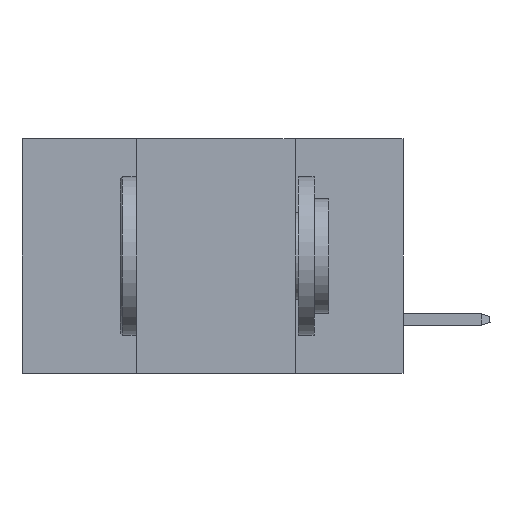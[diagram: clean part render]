
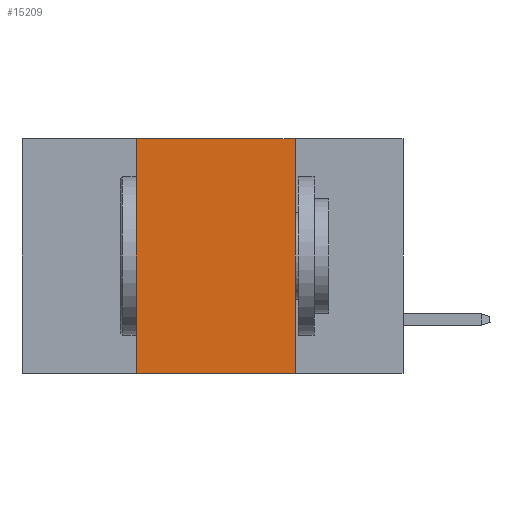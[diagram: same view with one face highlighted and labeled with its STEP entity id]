
A CAD part, left-side view. The second image highlights one B-rep face of the part: STEP entity #15209.
In plain terms, the highlighted planar face has unit normal (-1, 0, 0).
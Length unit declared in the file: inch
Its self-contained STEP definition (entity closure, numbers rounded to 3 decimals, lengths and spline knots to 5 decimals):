
#594 = VECTOR ( 'NONE', #17982, 39.37008 ) ;
#815 = ORIENTED_EDGE ( 'NONE', *, *, #2669, .F. ) ;
#1454 = FACE_OUTER_BOUND ( 'NONE', #16805, .T. ) ;
#1972 = DIRECTION ( 'NONE',  ( 0., 0., 1. ) ) ;
#2669 = EDGE_CURVE ( 'NONE', #7981, #5629, #18278, .T. ) ;
#3377 = PLANE ( 'NONE',  #7538 ) ;
#5568 = CARTESIAN_POINT ( 'NONE',  ( 0., 0.17, -0.37 ) ) ;
#5629 = VERTEX_POINT ( 'NONE', #11893 ) ;
#5907 = VERTEX_POINT ( 'NONE', #12837 ) ;
#6767 = VERTEX_POINT ( 'NONE', #5568 ) ;
#6801 = ORIENTED_EDGE ( 'NONE', *, *, #7773, .F. ) ;
#7538 = AXIS2_PLACEMENT_3D ( 'NONE', #8896, #21676, #10716 ) ;
#7773 = EDGE_CURVE ( 'NONE', #5629, #6767, #15956, .T. ) ;
#7981 = VERTEX_POINT ( 'NONE', #9740 ) ;
#8636 = DIRECTION ( 'NONE',  ( 0., -1., 0. ) ) ;
#8799 = CARTESIAN_POINT ( 'NONE',  ( 0., 0.17, 0. ) ) ;
#8832 = CARTESIAN_POINT ( 'NONE',  ( 0., 0.6, -0.37 ) ) ;
#8896 = CARTESIAN_POINT ( 'NONE',  ( 0., 0.6, 0. ) ) ;
#9740 = CARTESIAN_POINT ( 'NONE',  ( 0., 0.42, 0. ) ) ;
#9809 = ORIENTED_EDGE ( 'NONE', *, *, #12025, .F. ) ;
#10078 = VECTOR ( 'NONE', #23310, 39.37008 ) ;
#10716 = DIRECTION ( 'NONE',  ( 0., 0., -1. ) ) ;
#10805 = CARTESIAN_POINT ( 'NONE',  ( 0., 0.6, 0. ) ) ;
#11140 = CARTESIAN_POINT ( 'NONE',  ( 0., 0.42, 0. ) ) ;
#11893 = CARTESIAN_POINT ( 'NONE',  ( 0., 0.17, 0. ) ) ;
#12025 = EDGE_CURVE ( 'NONE', #5907, #7981, #20635, .T. ) ;
#12695 = ORIENTED_EDGE ( 'NONE', *, *, #22581, .T. ) ;
#12759 = VECTOR ( 'NONE', #8636, 39.37008 ) ;
#12837 = CARTESIAN_POINT ( 'NONE',  ( 0., 0.42, -0.37 ) ) ;
#15209 = ADVANCED_FACE ( 'NONE', ( #1454 ), #3377, .F. ) ;
#15956 = LINE ( 'NONE', #8799, #594 ) ;
#16805 = EDGE_LOOP ( 'NONE', ( #6801, #815, #9809, #12695 ) ) ;
#17982 = DIRECTION ( 'NONE',  ( 0., 0., -1. ) ) ;
#18278 = LINE ( 'NONE', #10805, #12759 ) ;
#20635 = LINE ( 'NONE', #11140, #20939 ) ;
#20939 = VECTOR ( 'NONE', #1972, 39.37008 ) ;
#21676 = DIRECTION ( 'NONE',  ( 1., 0., 0. ) ) ;
#22581 = EDGE_CURVE ( 'NONE', #5907, #6767, #23178, .T. ) ;
#23178 = LINE ( 'NONE', #8832, #10078 ) ;
#23310 = DIRECTION ( 'NONE',  ( 0., -1., 0. ) ) ;
